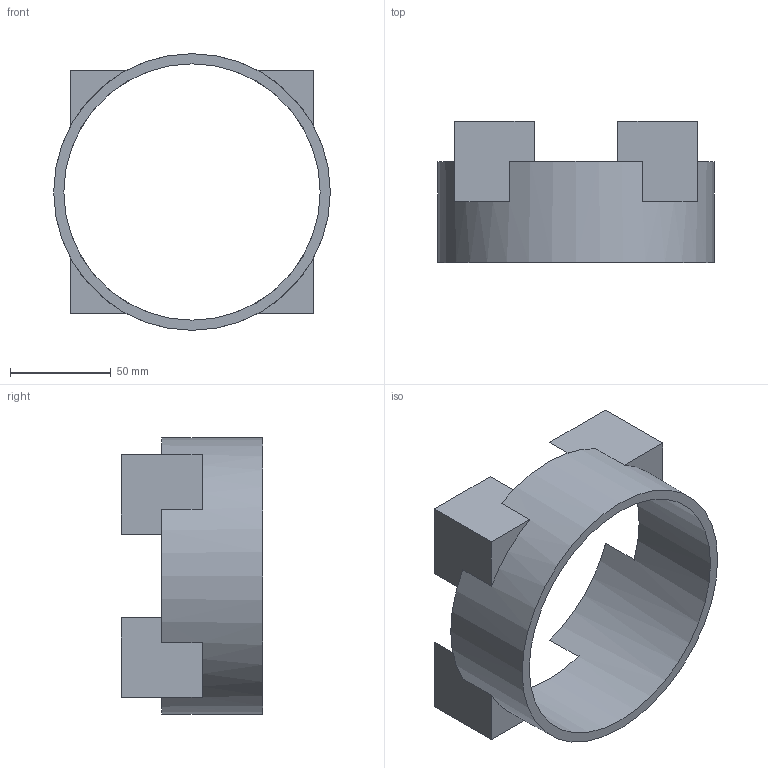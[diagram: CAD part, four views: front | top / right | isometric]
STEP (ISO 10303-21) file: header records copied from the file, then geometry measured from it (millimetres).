
FILE_DESCRIPTION(/* description */ (''),/* implementation_level */ '2;1');
FILE_NAME(/* name */ 'extractor connector v4.stp',/* time_stamp */ '2021-10-12T21:20:40+01:00',/* author */ (''),/* organization */ (''),/* preprocessor_version */ 'ST-DEVELOPER v18.1',/* originating_system */ 'Autodesk Translation Framework v10.10.0.1391',/* authorisation */ '');
FILE_SCHEMA (('AUTOMOTIVE_DESIGN { 1 0 10303 214 3 1 1 }'));
Length unit declared in the file: millimetre
Products named in the file (2): extractor connector; Component1
Assembly tree (1 placements, depth 2):
  extractor connector
    Component1
Bounding box: 137 x 70 x 137 mm (x, y, z)
Volume: 169659.1 mm3; surface area: 60055.8 mm2
Topology: 1 solids, 1 shells, 23 faces, 66 edges, 44 vertices
Faces by surface type: plane 21, cylinder 2
Full cylindrical faces by diameter (mm): 127 x1, 137 x1
Entity records: 817 total; most frequent: DIRECTION 138, CARTESIAN_POINT 136, ORIENTED_EDGE 132, EDGE_CURVE 66, LINE 46, VECTOR 46, AXIS2_PLACEMENT_3D 46, VERTEX_POINT 44
